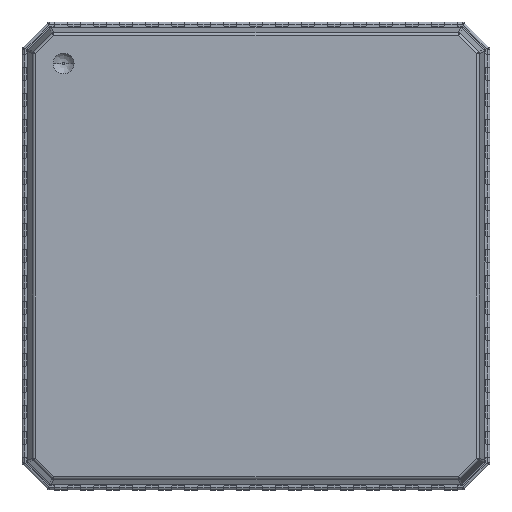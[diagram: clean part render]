
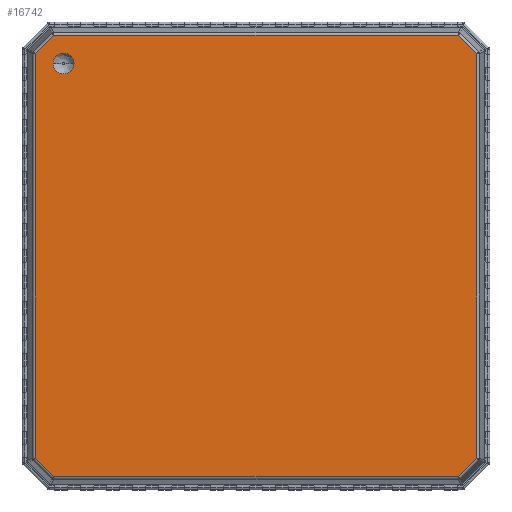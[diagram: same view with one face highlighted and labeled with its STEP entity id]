
A CAD part, top view. The second image highlights one B-rep face of the part: STEP entity #16742.
In plain terms, the highlighted planar face has unit normal (0, 0, 1).
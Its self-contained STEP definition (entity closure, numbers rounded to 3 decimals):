
#3628 = CARTESIAN_POINT ( 'NONE',  ( -3.891, -4.244, 0.82 ) ) ;
#3848 = CARTESIAN_POINT ( 'NONE',  ( -4.244, -3.891, 0.82 ) ) ;
#3916 = CARTESIAN_POINT ( 'NONE',  ( -4.244, 3.891, 0.82 ) ) ;
#4399 = CARTESIAN_POINT ( 'NONE',  ( 4.244, -3.891, 0.82 ) ) ;
#4532 = CARTESIAN_POINT ( 'NONE',  ( 3.891, -4.244, 0.82 ) ) ;
#4651 = CARTESIAN_POINT ( 'NONE',  ( -3.891, 4.244, 0.82 ) ) ;
#4771 = CARTESIAN_POINT ( 'NONE',  ( 3.891, 4.244, 0.82 ) ) ;
#4911 = CARTESIAN_POINT ( 'NONE',  ( 4.244, 3.891, 0.82 ) ) ;
#5038 = DIRECTION ( 'NONE',  ( 1., 0., 0. ) ) ;
#5039 = VECTOR ( 'NONE', #5038, 1000. ) ;
#5041 = CARTESIAN_POINT ( 'NONE',  ( 4.395, -4.244, 0.82 ) ) ;
#5042 = LINE ( 'NONE', #5041, #5039 ) ;
#5202 = DIRECTION ( 'NONE',  ( 0.707, -0.707, 0. ) ) ;
#5203 = VECTOR ( 'NONE', #5202, 1000. ) ;
#5205 = CARTESIAN_POINT ( 'NONE',  ( -4.244, -3.891, 0.82 ) ) ;
#5206 = LINE ( 'NONE', #5205, #5203 ) ;
#5229 = DIRECTION ( 'NONE',  ( -0.707, -0.707, 0. ) ) ;
#5230 = VECTOR ( 'NONE', #5229, 1000. ) ;
#5232 = CARTESIAN_POINT ( 'NONE',  ( -3.891, 4.244, 0.82 ) ) ;
#5233 = LINE ( 'NONE', #5232, #5230 ) ;
#5299 = DIRECTION ( 'NONE',  ( 0., -1., 0. ) ) ;
#5300 = VECTOR ( 'NONE', #5299, 1000. ) ;
#5303 = CARTESIAN_POINT ( 'NONE',  ( -4.244, 4.395, 0.82 ) ) ;
#5304 = LINE ( 'NONE', #5303, #5300 ) ;
#5363 = AXIS2_PLACEMENT_3D ( 'NONE', #5431, #5430, #5428 ) ;
#5365 = CIRCLE ( 'NONE', #5363, 0.2 ) ;
#5425 = FACE_OUTER_BOUND ( 'NONE', #16748, .T. ) ;
#5426 = FACE_BOUND ( 'NONE', #16744, .T. ) ;
#5428 = DIRECTION ( 'NONE',  ( -1., 0., 0. ) ) ;
#5430 = DIRECTION ( 'NONE',  ( 0., 0., -1. ) ) ;
#5431 = CARTESIAN_POINT ( 'NONE',  ( -3.7, 3.7, 0.82 ) ) ;
#5509 = DIRECTION ( 'NONE',  ( 1., 0., 0. ) ) ;
#5511 = DIRECTION ( 'NONE',  ( 0., 0., 1. ) ) ;
#5513 = CARTESIAN_POINT ( 'NONE',  ( 4.395, 4.395, 0.82 ) ) ;
#5515 = AXIS2_PLACEMENT_3D ( 'NONE', #5513, #5511, #5509 ) ;
#5523 = PLANE ( 'NONE',  #5515 ) ;
#5582 = DIRECTION ( 'NONE',  ( -1., 0., 0. ) ) ;
#5584 = VECTOR ( 'NONE', #5582, 1000. ) ;
#5585 = CARTESIAN_POINT ( 'NONE',  ( 4.395, 4.244, 0.82 ) ) ;
#5586 = LINE ( 'NONE', #5585, #5584 ) ;
#5627 = CARTESIAN_POINT ( 'NONE',  ( 3.891, -4.244, 0.82 ) ) ;
#5649 = DIRECTION ( 'NONE',  ( 0.707, 0.707, 0. ) ) ;
#5651 = VECTOR ( 'NONE', #5649, 1000. ) ;
#5655 = LINE ( 'NONE', #5627, #5651 ) ;
#5661 = CARTESIAN_POINT ( 'NONE',  ( 4.244, 4.395, 0.82 ) ) ;
#5662 = LINE ( 'NONE', #5661, #5789 ) ;
#5728 = DIRECTION ( 'NONE',  ( -0.707, 0.707, 0. ) ) ;
#5729 = VECTOR ( 'NONE', #5728, 1000. ) ;
#5730 = CARTESIAN_POINT ( 'NONE',  ( 4.244, 3.891, 0.82 ) ) ;
#5732 = LINE ( 'NONE', #5730, #5729 ) ;
#5788 = DIRECTION ( 'NONE',  ( 0., 1., 0. ) ) ;
#5789 = VECTOR ( 'NONE', #5788, 1000. ) ;
#16478 = VERTEX_POINT ( 'NONE', #3628 ) ;
#16501 = VERTEX_POINT ( 'NONE', #3848 ) ;
#16519 = VERTEX_POINT ( 'NONE', #3916 ) ;
#16576 = VERTEX_POINT ( 'NONE', #4399 ) ;
#16594 = VERTEX_POINT ( 'NONE', #4532 ) ;
#16613 = VERTEX_POINT ( 'NONE', #4651 ) ;
#16636 = VERTEX_POINT ( 'NONE', #4771 ) ;
#16651 = VERTEX_POINT ( 'NONE', #4911 ) ;
#16673 = EDGE_CURVE ( 'NONE', #16478, #16594, #5042, .T. ) ;
#16693 = EDGE_CURVE ( 'NONE', #16501, #16478, #5206, .T. ) ;
#16708 = EDGE_CURVE ( 'NONE', #16613, #16519, #5233, .T. ) ;
#16726 = EDGE_CURVE ( 'NONE', #16519, #16501, #5304, .T. ) ;
#16741 = EDGE_CURVE ( 'NONE', #21372, #21375, #5365, .T. ) ;
#16742 = ADVANCED_FACE ( 'NONE', ( #5426, #5425 ), #5523, .T. ) ;
#16744 = EDGE_LOOP ( 'NONE', ( #16745, #16746 ) ) ;
#16745 = ORIENTED_EDGE ( 'NONE', *, *, #21370, .T. ) ;
#16746 = ORIENTED_EDGE ( 'NONE', *, *, #16741, .T. ) ;
#16748 = EDGE_LOOP ( 'NONE', ( #16749, #16750, #16861, #16862, #16865, #16867, #16869, #16870 ) ) ;
#16749 = ORIENTED_EDGE ( 'NONE', *, *, #16796, .T. ) ;
#16750 = ORIENTED_EDGE ( 'NONE', *, *, #16759, .T. ) ;
#16759 = EDGE_CURVE ( 'NONE', #16636, #16613, #5586, .T. ) ;
#16768 = EDGE_CURVE ( 'NONE', #16594, #16576, #5655, .T. ) ;
#16787 = EDGE_CURVE ( 'NONE', #16576, #16651, #5662, .T. ) ;
#16796 = EDGE_CURVE ( 'NONE', #16651, #16636, #5732, .T. ) ;
#16861 = ORIENTED_EDGE ( 'NONE', *, *, #16708, .T. ) ;
#16862 = ORIENTED_EDGE ( 'NONE', *, *, #16726, .T. ) ;
#16865 = ORIENTED_EDGE ( 'NONE', *, *, #16693, .T. ) ;
#16867 = ORIENTED_EDGE ( 'NONE', *, *, #16673, .T. ) ;
#16869 = ORIENTED_EDGE ( 'NONE', *, *, #16768, .T. ) ;
#16870 = ORIENTED_EDGE ( 'NONE', *, *, #16787, .T. ) ;
#21370 = EDGE_CURVE ( 'NONE', #21375, #21372, #26931, .T. ) ;
#21372 = VERTEX_POINT ( 'NONE', #26920 ) ;
#21375 = VERTEX_POINT ( 'NONE', #26917 ) ;
#26917 = CARTESIAN_POINT ( 'NONE',  ( -3.9, 3.7, 0.82 ) ) ;
#26920 = CARTESIAN_POINT ( 'NONE',  ( -3.5, 3.7, 0.82 ) ) ;
#26923 = DIRECTION ( 'NONE',  ( -1., 0., 0. ) ) ;
#26925 = DIRECTION ( 'NONE',  ( 0., 0., -1. ) ) ;
#26926 = CARTESIAN_POINT ( 'NONE',  ( -3.7, 3.7, 0.82 ) ) ;
#26928 = AXIS2_PLACEMENT_3D ( 'NONE', #26926, #26925, #26923 ) ;
#26931 = CIRCLE ( 'NONE', #26928, 0.2 ) ;
